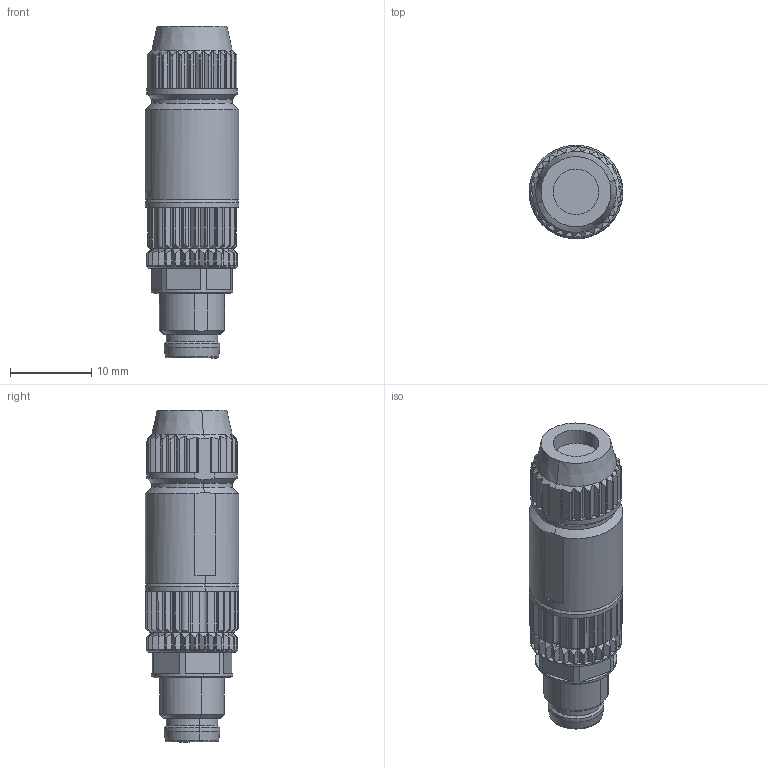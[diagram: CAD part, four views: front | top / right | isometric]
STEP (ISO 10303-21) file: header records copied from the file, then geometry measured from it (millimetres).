
FILE_DESCRIPTION(('CATIA V5 STEP Exchange','CAx-IF Rec.Pracs.--- Model Styling and Organization---1.4--- 2014-01-23'),'2;1');
FILE_NAME ('021435-1_0', '2021-02-04T13:50:12+00:00', ('none'), ('Weidmueller'), 'CATIA Version 5-6 Release 2016 SP3 HF44', 'CATIA V5 STEP AP214', 'none');
FILE_SCHEMA(('AUTOMOTIVE_DESIGN { 1 0 10303 214 1 1 1 1 }'));
Length unit declared in the file: millimetre
Products named in the file (1): 1784060001
Bounding box: 11.5 x 11.5 x 40.8 mm (x, y, z)
Volume: 3118.2 mm3; surface area: 2891.1 mm2
Topology: 4 solids, 4 shells, 590 faces, 1670 edges, 1097 vertices
Faces by surface type: cylinder 236, plane 232, bspline 67, cone 55
Entity records: 20886 total; most frequent: CARTESIAN_POINT 7250, ORIENTED_EDGE 3332, DIRECTION 2010, EDGE_CURVE 1666, VERTEX_POINT 1097, AXIS2_PLACEMENT_3D 818, VECTOR 715, LINE 715
